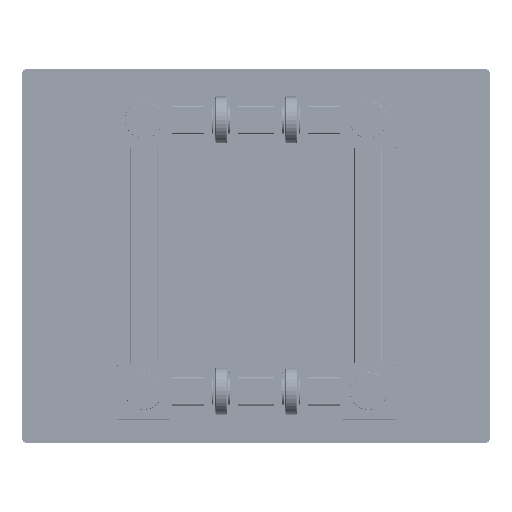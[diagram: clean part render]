
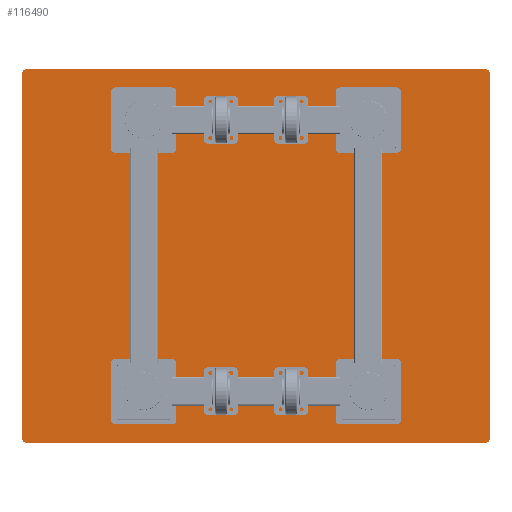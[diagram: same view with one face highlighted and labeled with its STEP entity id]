
A CAD part, top view. The second image highlights one B-rep face of the part: STEP entity #116490.
In plain terms, the highlighted planar face has unit normal (0, 0, 1).
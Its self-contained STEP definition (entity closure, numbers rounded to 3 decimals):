
#1951 = VERTEX_POINT ( 'NONE', #32265 ) ;
#3051 = ORIENTED_EDGE ( 'NONE', *, *, #33035, .T. ) ;
#4268 = ORIENTED_EDGE ( 'NONE', *, *, #110886, .T. ) ;
#5403 = FACE_OUTER_BOUND ( 'NONE', #52686, .T. ) ;
#7684 = LINE ( 'NONE', #85431, #34175 ) ;
#8794 = AXIS2_PLACEMENT_3D ( 'NONE', #120217, #90731, #100742 ) ;
#9085 = ORIENTED_EDGE ( 'NONE', *, *, #100203, .T. ) ;
#9414 = CARTESIAN_POINT ( 'NONE',  ( -566.635, 504.026, -299.001 ) ) ;
#16200 = LINE ( 'NONE', #44417, #115741 ) ;
#16307 = VERTEX_POINT ( 'NONE', #62365 ) ;
#16806 = VERTEX_POINT ( 'NONE', #119357 ) ;
#19816 = CIRCLE ( 'NONE', #91988, 11. ) ;
#20843 = DIRECTION ( 'NONE',  ( 0., 1., 0. ) ) ;
#20983 = EDGE_CURVE ( 'NONE', #35304, #1951, #44262, .T. ) ;
#25391 = CIRCLE ( 'NONE', #41430, 11. ) ;
#28312 = DIRECTION ( 'NONE',  ( 0., 1., 0. ) ) ;
#29483 = DIRECTION ( 'NONE',  ( 0., 1., 0. ) ) ;
#30726 = DIRECTION ( 'NONE',  ( 0., 0., 1. ) ) ;
#32265 = CARTESIAN_POINT ( 'NONE',  ( 433.365, 404.026, -299.001 ) ) ;
#33035 = EDGE_CURVE ( 'NONE', #40214, #35304, #25391, .T. ) ;
#34175 = VECTOR ( 'NONE', #57179, 1000. ) ;
#35304 = VERTEX_POINT ( 'NONE', #71203 ) ;
#40214 = VERTEX_POINT ( 'NONE', #111786 ) ;
#41430 = AXIS2_PLACEMENT_3D ( 'NONE', #46460, #30726, #29483 ) ;
#44262 = LINE ( 'NONE', #53639, #76095 ) ;
#44417 = CARTESIAN_POINT ( 'NONE',  ( 422.365, 415.026, -299.001 ) ) ;
#46460 = CARTESIAN_POINT ( 'NONE',  ( 422.365, -373.974, -299.001 ) ) ;
#47894 = VERTEX_POINT ( 'NONE', #56149 ) ;
#52602 = EDGE_CURVE ( 'NONE', #47894, #96658, #95326, .T. ) ;
#52686 = EDGE_LOOP ( 'NONE', ( #94686, #9085, #113207, #4268, #58034, #3051, #75323, #53452 ) ) ;
#53452 = ORIENTED_EDGE ( 'NONE', *, *, #87304, .T. ) ;
#53639 = CARTESIAN_POINT ( 'NONE',  ( 433.365, 504.026, -299.001 ) ) ;
#53997 = AXIS2_PLACEMENT_3D ( 'NONE', #114894, #123671, #28312 ) ;
#54114 = CARTESIAN_POINT ( 'NONE',  ( -566.635, -373.974, -299.001 ) ) ;
#56149 = CARTESIAN_POINT ( 'NONE',  ( -566.635, 404.026, -299.001 ) ) ;
#57179 = DIRECTION ( 'NONE',  ( 1., 0., 0. ) ) ;
#57414 = CARTESIAN_POINT ( 'NONE',  ( -555.635, 404.026, -299.001 ) ) ;
#58034 = ORIENTED_EDGE ( 'NONE', *, *, #114225, .T. ) ;
#59681 = CARTESIAN_POINT ( 'NONE',  ( 422.365, 404.026, -299.001 ) ) ;
#62365 = CARTESIAN_POINT ( 'NONE',  ( -555.635, 415.026, -299.001 ) ) ;
#63478 = DIRECTION ( 'NONE',  ( 0., -1., 0. ) ) ;
#67584 = VECTOR ( 'NONE', #63478, 1000. ) ;
#69658 = CARTESIAN_POINT ( 'NONE',  ( -555.635, -384.974, -299.001 ) ) ;
#71203 = CARTESIAN_POINT ( 'NONE',  ( 433.365, -373.974, -299.001 ) ) ;
#71269 = PLANE ( 'NONE',  #8794 ) ;
#75323 = ORIENTED_EDGE ( 'NONE', *, *, #20983, .T. ) ;
#76095 = VECTOR ( 'NONE', #103217, 1000. ) ;
#78905 = VERTEX_POINT ( 'NONE', #69658 ) ;
#83918 = DIRECTION ( 'NONE',  ( -1., 0., 0. ) ) ;
#85431 = CARTESIAN_POINT ( 'NONE',  ( 422.365, -384.974, -299.001 ) ) ;
#86279 = EDGE_CURVE ( 'NONE', #16806, #16307, #16200, .T. ) ;
#87304 = EDGE_CURVE ( 'NONE', #1951, #16806, #19816, .T. ) ;
#90116 = CIRCLE ( 'NONE', #53997, 11. ) ;
#90731 = DIRECTION ( 'NONE',  ( 0., 0., 1. ) ) ;
#91988 = AXIS2_PLACEMENT_3D ( 'NONE', #59681, #109277, #20843 ) ;
#94686 = ORIENTED_EDGE ( 'NONE', *, *, #86279, .T. ) ;
#95326 = LINE ( 'NONE', #9414, #67584 ) ;
#95693 = DIRECTION ( 'NONE',  ( 0., 0., 1. ) ) ;
#96658 = VERTEX_POINT ( 'NONE', #54114 ) ;
#100203 = EDGE_CURVE ( 'NONE', #16307, #47894, #114899, .T. ) ;
#100742 = DIRECTION ( 'NONE',  ( 0., -1., 0. ) ) ;
#103217 = DIRECTION ( 'NONE',  ( 0., 1., 0. ) ) ;
#109277 = DIRECTION ( 'NONE',  ( 0., 0., 1. ) ) ;
#110539 = DIRECTION ( 'NONE',  ( 0., 1., 0. ) ) ;
#110886 = EDGE_CURVE ( 'NONE', #96658, #78905, #90116, .T. ) ;
#111786 = CARTESIAN_POINT ( 'NONE',  ( 422.365, -384.974, -299.001 ) ) ;
#113207 = ORIENTED_EDGE ( 'NONE', *, *, #52602, .T. ) ;
#114225 = EDGE_CURVE ( 'NONE', #78905, #40214, #7684, .T. ) ;
#114894 = CARTESIAN_POINT ( 'NONE',  ( -555.635, -373.974, -299.001 ) ) ;
#114899 = CIRCLE ( 'NONE', #122956, 11. ) ;
#115741 = VECTOR ( 'NONE', #83918, 1000. ) ;
#116490 = ADVANCED_FACE ( 'NONE', ( #5403 ), #71269, .T. ) ;
#119357 = CARTESIAN_POINT ( 'NONE',  ( 422.365, 415.026, -299.001 ) ) ;
#120217 = CARTESIAN_POINT ( 'NONE',  ( 422.365, 504.026, -299.001 ) ) ;
#122956 = AXIS2_PLACEMENT_3D ( 'NONE', #57414, #95693, #110539 ) ;
#123671 = DIRECTION ( 'NONE',  ( 0., 0., 1. ) ) ;
